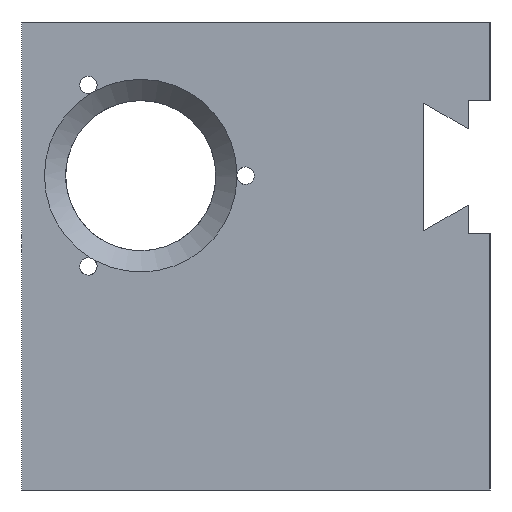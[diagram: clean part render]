
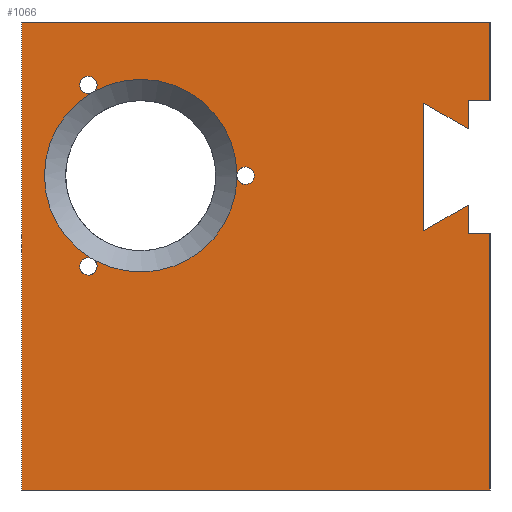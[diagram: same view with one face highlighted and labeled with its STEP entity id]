
A CAD part, left-side view. The second image highlights one B-rep face of the part: STEP entity #1066.
In plain terms, the highlighted planar face has unit normal (-1, 0, 0).
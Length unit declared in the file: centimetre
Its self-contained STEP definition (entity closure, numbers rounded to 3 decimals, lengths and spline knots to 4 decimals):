
#43=FACE_BOUND('',#171,.T.);
#73=CIRCLE('',#1120,1.379);
#74=CIRCLE('',#1121,0.125);
#75=CIRCLE('',#1122,1.379);
#76=CIRCLE('',#1123,0.125);
#77=CIRCLE('',#1124,1.379);
#78=CIRCLE('',#1125,0.125);
#119=FACE_OUTER_BOUND('',#170,.T.);
#170=EDGE_LOOP('',(#723,#724,#725,#726,#727,#728,#729,#730,#731,#732,#733,
#734));
#171=EDGE_LOOP('',(#735,#736,#737,#738,#739,#740));
#245=LINE('',#1510,#343);
#249=LINE('',#1519,#347);
#255=LINE('',#1532,#353);
#269=LINE('',#1563,#367);
#271=LINE('',#1566,#369);
#273=LINE('',#1569,#371);
#278=LINE('',#1581,#376);
#279=LINE('',#1583,#377);
#280=LINE('',#1584,#378);
#281=LINE('',#1586,#379);
#282=LINE('',#1588,#380);
#283=LINE('',#1589,#381);
#343=VECTOR('',#1214,3.67);
#347=VECTOR('',#1220,1.12);
#353=VECTOR('',#1228,0.4101);
#367=VECTOR('',#1248,0.4101);
#369=VECTOR('',#1252,0.31);
#371=VECTOR('',#1256,0.31);
#376=VECTOR('',#1265,0.7402);
#377=VECTOR('',#1266,1.83);
#378=VECTOR('',#1267,0.7402);
#379=VECTOR('',#1268,6.7);
#380=VECTOR('',#1269,6.7);
#381=VECTOR('',#1270,6.7);
#439=VERTEX_POINT('',#1504);
#441=VERTEX_POINT('',#1508);
#442=VERTEX_POINT('',#1512);
#445=VERTEX_POINT('',#1517);
#446=VERTEX_POINT('',#1521);
#451=VERTEX_POINT('',#1530);
#460=VERTEX_POINT('',#1552);
#465=VERTEX_POINT('',#1561);
#470=VERTEX_POINT('',#1580);
#471=VERTEX_POINT('',#1582);
#472=VERTEX_POINT('',#1585);
#473=VERTEX_POINT('',#1587);
#474=VERTEX_POINT('',#1590);
#475=VERTEX_POINT('',#1591);
#476=VERTEX_POINT('',#1593);
#477=VERTEX_POINT('',#1595);
#478=VERTEX_POINT('',#1597);
#479=VERTEX_POINT('',#1599);
#542=EDGE_CURVE('',#439,#441,#245,.T.);
#546=EDGE_CURVE('',#442,#445,#249,.T.);
#552=EDGE_CURVE('',#446,#451,#255,.T.);
#566=EDGE_CURVE('',#460,#465,#269,.T.);
#568=EDGE_CURVE('',#441,#460,#271,.T.);
#570=EDGE_CURVE('',#451,#442,#273,.T.);
#575=EDGE_CURVE('',#465,#470,#278,.T.);
#576=EDGE_CURVE('',#470,#471,#279,.T.);
#577=EDGE_CURVE('',#471,#446,#280,.T.);
#578=EDGE_CURVE('',#472,#445,#281,.T.);
#579=EDGE_CURVE('',#473,#472,#282,.T.);
#580=EDGE_CURVE('',#473,#439,#283,.T.);
#581=EDGE_CURVE('',#474,#475,#73,.T.);
#582=EDGE_CURVE('',#475,#476,#74,.T.);
#583=EDGE_CURVE('',#476,#477,#75,.T.);
#584=EDGE_CURVE('',#477,#478,#76,.T.);
#585=EDGE_CURVE('',#478,#479,#77,.T.);
#586=EDGE_CURVE('',#479,#474,#78,.T.);
#723=ORIENTED_EDGE('',*,*,#542,.T.);
#724=ORIENTED_EDGE('',*,*,#568,.T.);
#725=ORIENTED_EDGE('',*,*,#566,.T.);
#726=ORIENTED_EDGE('',*,*,#575,.T.);
#727=ORIENTED_EDGE('',*,*,#576,.T.);
#728=ORIENTED_EDGE('',*,*,#577,.T.);
#729=ORIENTED_EDGE('',*,*,#552,.T.);
#730=ORIENTED_EDGE('',*,*,#570,.T.);
#731=ORIENTED_EDGE('',*,*,#546,.T.);
#732=ORIENTED_EDGE('',*,*,#578,.F.);
#733=ORIENTED_EDGE('',*,*,#579,.F.);
#734=ORIENTED_EDGE('',*,*,#580,.T.);
#735=ORIENTED_EDGE('',*,*,#581,.T.);
#736=ORIENTED_EDGE('',*,*,#582,.T.);
#737=ORIENTED_EDGE('',*,*,#583,.T.);
#738=ORIENTED_EDGE('',*,*,#584,.T.);
#739=ORIENTED_EDGE('',*,*,#585,.T.);
#740=ORIENTED_EDGE('',*,*,#586,.T.);
#980=PLANE('',#1119);
#1066=ADVANCED_FACE('',(#119,#43),#980,.F.);
#1119=AXIS2_PLACEMENT_3D('',#1579,#1263,#1264);
#1120=AXIS2_PLACEMENT_3D('',#1592,#1271,#1272);
#1121=AXIS2_PLACEMENT_3D('',#1594,#1273,#1274);
#1122=AXIS2_PLACEMENT_3D('',#1596,#1275,#1276);
#1123=AXIS2_PLACEMENT_3D('',#1598,#1277,#1278);
#1124=AXIS2_PLACEMENT_3D('',#1600,#1279,#1280);
#1125=AXIS2_PLACEMENT_3D('',#1601,#1281,#1282);
#1214=DIRECTION('',(0.,0.,1.));
#1220=DIRECTION('',(0.,0.,1.));
#1228=DIRECTION('',(0.,0.,1.));
#1248=DIRECTION('',(0.,0.,1.));
#1252=DIRECTION('',(0.,1.,0.));
#1256=DIRECTION('',(0.,-1.,0.));
#1263=DIRECTION('center_axis',(1.,0.,0.));
#1264=DIRECTION('ref_axis',(0.,0.,-1.));
#1265=DIRECTION('',(0.,0.866,-0.5));
#1266=DIRECTION('',(0.,0.,1.));
#1267=DIRECTION('',(0.,-0.866,-0.5));
#1268=DIRECTION('',(0.,-1.,0.));
#1269=DIRECTION('',(0.,0.,1.));
#1270=DIRECTION('',(0.,-1.,0.));
#1271=DIRECTION('center_axis',(1.,0.,0.));
#1272=DIRECTION('ref_axis',(0.,0.,-1.));
#1273=DIRECTION('center_axis',(1.,0.,0.));
#1274=DIRECTION('ref_axis',(0.,-0.866,0.5));
#1275=DIRECTION('center_axis',(1.,0.,0.));
#1276=DIRECTION('ref_axis',(0.,0.,-1.));
#1277=DIRECTION('center_axis',(1.,0.,0.));
#1278=DIRECTION('ref_axis',(0.,0.,-1.));
#1279=DIRECTION('center_axis',(1.,0.,0.));
#1280=DIRECTION('ref_axis',(0.,0.,-1.));
#1281=DIRECTION('center_axis',(1.,0.,0.));
#1282=DIRECTION('ref_axis',(0.,0.866,0.5));
#1504=CARTESIAN_POINT('',(-4.5,0.,-3.35));
#1508=CARTESIAN_POINT('',(-4.5,0.,0.32));
#1510=CARTESIAN_POINT('',(-4.5,0.,-3.35));
#1512=CARTESIAN_POINT('',(-4.5,0.,2.23));
#1517=CARTESIAN_POINT('',(-4.5,0.,3.35));
#1519=CARTESIAN_POINT('',(-4.5,0.,2.23));
#1521=CARTESIAN_POINT('',(-4.5,0.31,1.8199));
#1530=CARTESIAN_POINT('',(-4.5,0.31,2.23));
#1532=CARTESIAN_POINT('',(-4.5,0.31,1.8199));
#1552=CARTESIAN_POINT('',(-4.5,0.31,0.32));
#1561=CARTESIAN_POINT('',(-4.5,0.31,0.7301));
#1563=CARTESIAN_POINT('',(-4.5,0.31,0.32));
#1566=CARTESIAN_POINT('',(-4.5,0.,0.32));
#1569=CARTESIAN_POINT('',(-4.5,0.31,2.23));
#1579=CARTESIAN_POINT('Origin',(-4.5,6.7,3.35));
#1580=CARTESIAN_POINT('',(-4.5,0.951,0.36));
#1581=CARTESIAN_POINT('',(-4.5,0.31,0.7301));
#1582=CARTESIAN_POINT('',(-4.5,0.951,2.19));
#1583=CARTESIAN_POINT('',(-4.5,0.951,0.36));
#1584=CARTESIAN_POINT('',(-4.5,0.951,2.19));
#1585=CARTESIAN_POINT('',(-4.5,6.7,3.35));
#1586=CARTESIAN_POINT('',(-4.5,6.7,3.35));
#1587=CARTESIAN_POINT('',(-4.5,6.7,-3.35));
#1588=CARTESIAN_POINT('',(-4.5,6.7,-3.35));
#1589=CARTESIAN_POINT('',(-4.5,6.7,-3.35));
#1590=CARTESIAN_POINT('',(-4.5,5.7154,-0.0289));
#1591=CARTESIAN_POINT('',(-4.5,5.7154,2.3289));
#1592=CARTESIAN_POINT('Origin',(-4.5,5.,1.15));
#1593=CARTESIAN_POINT('',(-4.5,5.6633,2.359));
#1594=CARTESIAN_POINT('Origin',(-4.5,5.75,2.449));
#1595=CARTESIAN_POINT('',(-4.5,3.6213,1.1801));
#1596=CARTESIAN_POINT('Origin',(-4.5,5.,1.15));
#1597=CARTESIAN_POINT('',(-4.5,3.6213,1.1199));
#1598=CARTESIAN_POINT('Origin',(-4.5,3.5,1.15));
#1599=CARTESIAN_POINT('',(-4.5,5.6633,-0.059));
#1600=CARTESIAN_POINT('Origin',(-4.5,5.,1.15));
#1601=CARTESIAN_POINT('Origin',(-4.5,5.75,-0.149));
